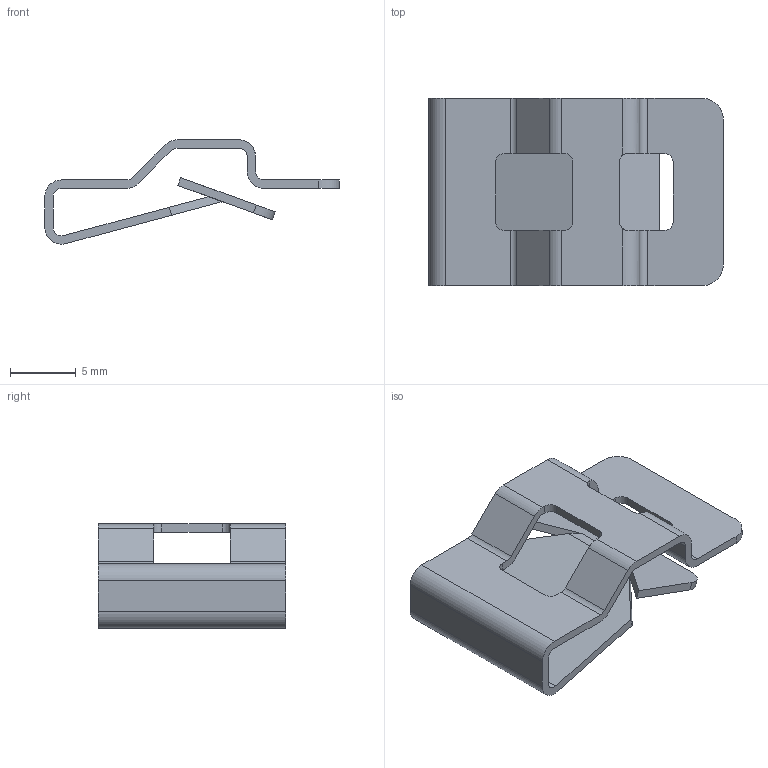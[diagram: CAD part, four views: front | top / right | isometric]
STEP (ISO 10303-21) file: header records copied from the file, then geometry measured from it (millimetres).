
FILE_DESCRIPTION(/* description */ (''),/* implementation_level */ '2;1');
FILE_NAME(/* name */ 'PANDUIT_MCMS12_P',/* time_stamp */ '2011-03-01T09:49:51-06:00',/* author */ (''),/* organization */ (''),/* preprocessor_version */ 'ST-DEVELOPER v9',/* originating_system */ 'UGS - NX 3.0',/* authorisation */ '');
FILE_SCHEMA (('CONFIG_CONTROL_DESIGN'));
Length unit declared in the file: inch
Products named in the file (1): bwg7AEBdvjf
Bounding box: 22.35 x 14.23 x 7.92 mm (x, y, z)
Volume: 369.1 mm3; surface area: 1281.4 mm2
Topology: 1 solids, 1 shells, 72 faces, 220 edges, 146 vertices
Faces by surface type: plane 38, cylinder 34
Entity records: 2600 total; most frequent: CARTESIAN_POINT 475, ORIENTED_EDGE 440, DIRECTION 430, EDGE_CURVE 220, LINE 148, VECTOR 148, VERTEX_POINT 146, AXIS2_PLACEMENT_3D 141
